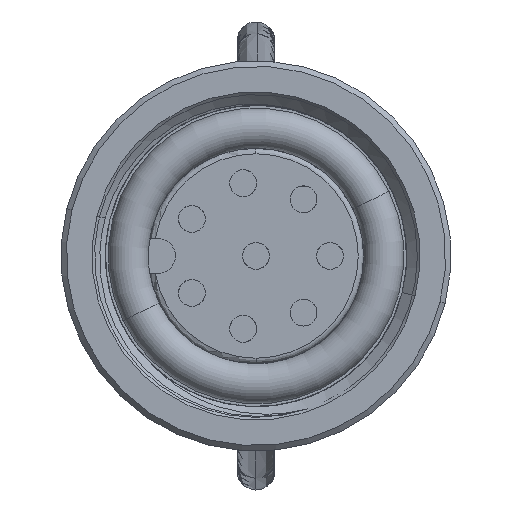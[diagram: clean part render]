
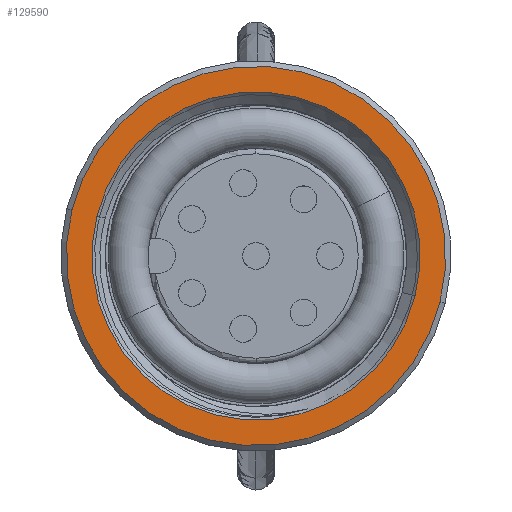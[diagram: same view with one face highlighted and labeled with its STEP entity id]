
A CAD part, left-side view. The second image highlights one B-rep face of the part: STEP entity #129590.
In plain terms, the highlighted face is planar.
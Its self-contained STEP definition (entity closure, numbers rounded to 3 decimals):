
#2381 = CARTESIAN_POINT ( 'NONE',  ( 11., 0., 7.05 ) ) ;
#6193 = DIRECTION ( 'NONE',  ( -1., 0., 0. ) ) ;
#10558 = AXIS2_PLACEMENT_3D ( 'NONE', #39471, #69806, #19457 ) ;
#14214 = CARTESIAN_POINT ( 'NONE',  ( 11., 0., -7.05 ) ) ;
#15859 = CARTESIAN_POINT ( 'NONE',  ( 11., 0., 0. ) ) ;
#16402 = ORIENTED_EDGE ( 'NONE', *, *, #22724, .T. ) ;
#16768 = VERTEX_POINT ( 'NONE', #14214 ) ;
#19355 = DIRECTION ( 'NONE',  ( -1., 0., 0. ) ) ;
#19457 = DIRECTION ( 'NONE',  ( 0., 0., 1. ) ) ;
#19691 = CIRCLE ( 'NONE', #52623, 7.05 ) ;
#22724 = EDGE_CURVE ( 'NONE', #16768, #121290, #78700, .T. ) ;
#23347 = PLANE ( 'NONE',  #129733 ) ;
#26640 = AXIS2_PLACEMENT_3D ( 'NONE', #15859, #6193, #88867 ) ;
#27281 = ORIENTED_EDGE ( 'NONE', *, *, #105082, .T. ) ;
#29048 = CARTESIAN_POINT ( 'NONE',  ( 11., 0., 0. ) ) ;
#29768 = EDGE_CURVE ( 'NONE', #46979, #116035, #66159, .T. ) ;
#35019 = CARTESIAN_POINT ( 'NONE',  ( 11., 7.25, 0. ) ) ;
#39471 = CARTESIAN_POINT ( 'NONE',  ( 11., 0., 0. ) ) ;
#39768 = CARTESIAN_POINT ( 'NONE',  ( 11., 0., -6.1 ) ) ;
#43476 = DIRECTION ( 'NONE',  ( 1., 0., 0. ) ) ;
#44454 = EDGE_CURVE ( 'NONE', #116035, #46979, #56067, .T. ) ;
#45363 = FACE_OUTER_BOUND ( 'NONE', #101197, .T. ) ;
#46979 = VERTEX_POINT ( 'NONE', #39768 ) ;
#48140 = CARTESIAN_POINT ( 'NONE',  ( 11., 0., 6.1 ) ) ;
#50776 = EDGE_LOOP ( 'NONE', ( #81312, #71525 ) ) ;
#52623 = AXIS2_PLACEMENT_3D ( 'NONE', #106131, #43476, #65501 ) ;
#56067 = CIRCLE ( 'NONE', #111012, 6.1 ) ;
#65501 = DIRECTION ( 'NONE',  ( 0., 0., 1. ) ) ;
#66159 = CIRCLE ( 'NONE', #26640, 6.1 ) ;
#69806 = DIRECTION ( 'NONE',  ( 1., 0., 0. ) ) ;
#71525 = ORIENTED_EDGE ( 'NONE', *, *, #44454, .T. ) ;
#77038 = DIRECTION ( 'NONE',  ( -1., 0., 0. ) ) ;
#78700 = CIRCLE ( 'NONE', #10558, 7.05 ) ;
#81312 = ORIENTED_EDGE ( 'NONE', *, *, #29768, .T. ) ;
#87357 = FACE_BOUND ( 'NONE', #50776, .T. ) ;
#88867 = DIRECTION ( 'NONE',  ( 0., 0., 1. ) ) ;
#93721 = DIRECTION ( 'NONE',  ( 0., 0., 1. ) ) ;
#101197 = EDGE_LOOP ( 'NONE', ( #27281, #16402 ) ) ;
#105082 = EDGE_CURVE ( 'NONE', #121290, #16768, #19691, .T. ) ;
#106131 = CARTESIAN_POINT ( 'NONE',  ( 11., 0., 0. ) ) ;
#111012 = AXIS2_PLACEMENT_3D ( 'NONE', #29048, #19355, #93721 ) ;
#116035 = VERTEX_POINT ( 'NONE', #48140 ) ;
#119015 = DIRECTION ( 'NONE',  ( 0., 0., 1. ) ) ;
#121290 = VERTEX_POINT ( 'NONE', #2381 ) ;
#129590 = ADVANCED_FACE ( 'NONE', ( #45363, #87357 ), #23347, .F. ) ;
#129733 = AXIS2_PLACEMENT_3D ( 'NONE', #35019, #77038, #119015 ) ;
